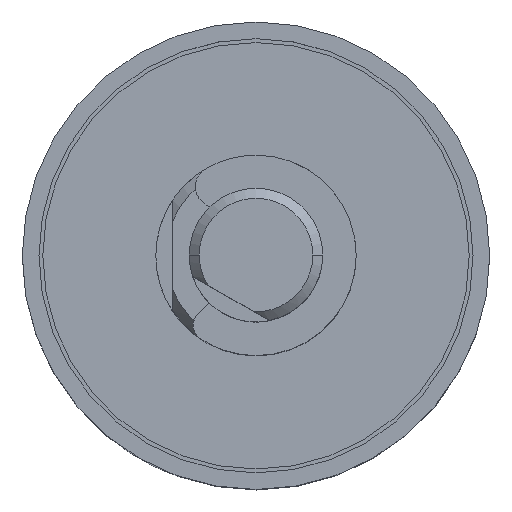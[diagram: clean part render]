
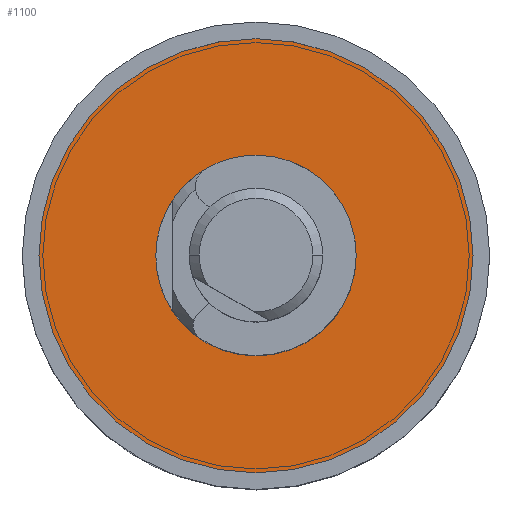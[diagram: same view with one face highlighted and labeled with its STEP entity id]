
A CAD part, top view. The second image highlights one B-rep face of the part: STEP entity #1100.
In plain terms, the highlighted planar face has unit normal (0, 0, 1).
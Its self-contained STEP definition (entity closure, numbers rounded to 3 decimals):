
#542 = EDGE_LOOP ( 'NONE', ( #2091, #4026 ) ) ;
#588 = DIRECTION ( 'NONE',  ( -1., 0., 0. ) ) ;
#682 = AXIS2_PLACEMENT_3D ( 'NONE', #3682, #4608, #11106 ) ;
#820 = EDGE_CURVE ( 'NONE', #11567, #11703, #4403, .T. ) ;
#985 = CARTESIAN_POINT ( 'NONE',  ( -6.5, 0., 0.5 ) ) ;
#1100 = ADVANCED_FACE ( 'NONE', ( #2383, #6840 ), #4082, .T. ) ;
#1476 = AXIS2_PLACEMENT_3D ( 'NONE', #6092, #7012, #588 ) ;
#2060 = CARTESIAN_POINT ( 'NONE',  ( 3., 0., 0.5 ) ) ;
#2091 = ORIENTED_EDGE ( 'NONE', *, *, #3752, .T. ) ;
#2383 = FACE_BOUND ( 'NONE', #542, .T. ) ;
#2787 = CARTESIAN_POINT ( 'NONE',  ( -3., 0., 0.5 ) ) ;
#3308 = VERTEX_POINT ( 'NONE', #2787 ) ;
#3375 = DIRECTION ( 'NONE',  ( -1., 0., 0. ) ) ;
#3682 = CARTESIAN_POINT ( 'NONE',  ( 0., 0., 0.5 ) ) ;
#3752 = EDGE_CURVE ( 'NONE', #3308, #6860, #6511, .T. ) ;
#4017 = CIRCLE ( 'NONE', #1476, 3. ) ;
#4026 = ORIENTED_EDGE ( 'NONE', *, *, #6442, .T. ) ;
#4082 = PLANE ( 'NONE',  #8719 ) ;
#4348 = CARTESIAN_POINT ( 'NONE',  ( 0., 0., 0.5 ) ) ;
#4403 = CIRCLE ( 'NONE', #682, 6.5 ) ;
#4608 = DIRECTION ( 'NONE',  ( 0., 0., 1. ) ) ;
#4747 = ORIENTED_EDGE ( 'NONE', *, *, #11348, .T. ) ;
#4927 = CARTESIAN_POINT ( 'NONE',  ( 3., 0., 0.5 ) ) ;
#5670 = AXIS2_PLACEMENT_3D ( 'NONE', #8846, #11715, #8927 ) ;
#6080 = DIRECTION ( 'NONE',  ( 0., 0., -1. ) ) ;
#6092 = CARTESIAN_POINT ( 'NONE',  ( 0., 0., 0.5 ) ) ;
#6138 = CIRCLE ( 'NONE', #5670, 6.5 ) ;
#6442 = EDGE_CURVE ( 'NONE', #6860, #3308, #4017, .T. ) ;
#6511 = CIRCLE ( 'NONE', #10332, 3. ) ;
#6840 = FACE_OUTER_BOUND ( 'NONE', #6908, .T. ) ;
#6860 = VERTEX_POINT ( 'NONE', #2060 ) ;
#6908 = EDGE_LOOP ( 'NONE', ( #9242, #4747 ) ) ;
#7012 = DIRECTION ( 'NONE',  ( 0., 0., -1. ) ) ;
#7126 = CARTESIAN_POINT ( 'NONE',  ( 6.5, 0., 0.5 ) ) ;
#7758 = DIRECTION ( 'NONE',  ( 0., 0., 1. ) ) ;
#8719 = AXIS2_PLACEMENT_3D ( 'NONE', #4927, #7758, #9553 ) ;
#8846 = CARTESIAN_POINT ( 'NONE',  ( 0., 0., 0.5 ) ) ;
#8927 = DIRECTION ( 'NONE',  ( 1., 0., 0. ) ) ;
#9242 = ORIENTED_EDGE ( 'NONE', *, *, #820, .T. ) ;
#9553 = DIRECTION ( 'NONE',  ( 1., 0., 0. ) ) ;
#10332 = AXIS2_PLACEMENT_3D ( 'NONE', #4348, #6080, #3375 ) ;
#11106 = DIRECTION ( 'NONE',  ( 1., 0., 0. ) ) ;
#11348 = EDGE_CURVE ( 'NONE', #11703, #11567, #6138, .T. ) ;
#11567 = VERTEX_POINT ( 'NONE', #7126 ) ;
#11703 = VERTEX_POINT ( 'NONE', #985 ) ;
#11715 = DIRECTION ( 'NONE',  ( 0., 0., 1. ) ) ;
